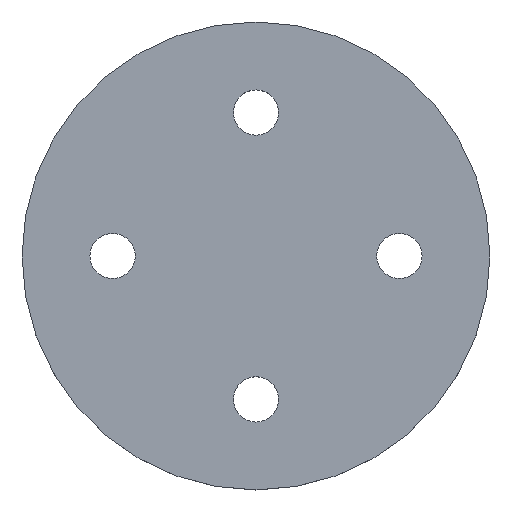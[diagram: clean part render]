
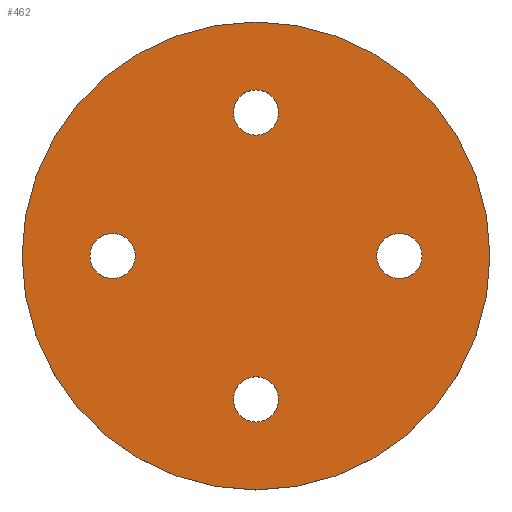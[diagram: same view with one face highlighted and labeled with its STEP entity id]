
A CAD part, top view. The second image highlights one B-rep face of the part: STEP entity #462.
In plain terms, the highlighted planar face has unit normal (0, 0, 1).
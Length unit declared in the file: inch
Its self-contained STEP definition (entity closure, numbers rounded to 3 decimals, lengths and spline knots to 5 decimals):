
#1 = EDGE_CURVE ( 'NONE', #274, #244, #253, .T. ) ;
#4 = EDGE_CURVE ( 'NONE', #247, #185, #172, .T. ) ;
#5 = AXIS2_PLACEMENT_3D ( 'NONE', #398, #409, #397 ) ;
#28 = EDGE_CURVE ( 'NONE', #273, #280, #263, .T. ) ;
#30 = AXIS2_PLACEMENT_3D ( 'NONE', #425, #450, #432 ) ;
#41 = EDGE_CURVE ( 'NONE', #293, #278, #226, .T. ) ;
#43 = EDGE_CURVE ( 'NONE', #228, #231, #222, .T. ) ;
#46 = EDGE_CURVE ( 'NONE', #244, #274, #179, .T. ) ;
#54 = AXIS2_PLACEMENT_3D ( 'NONE', #392, #384, #391 ) ;
#59 = AXIS2_PLACEMENT_3D ( 'NONE', #349, #345, #347 ) ;
#61 = AXIS2_PLACEMENT_3D ( 'NONE', #369, #373, #371 ) ;
#62 = EDGE_CURVE ( 'NONE', #278, #293, #271, .T. ) ;
#63 = EDGE_CURVE ( 'NONE', #280, #273, #257, .T. ) ;
#66 = EDGE_CURVE ( 'NONE', #185, #247, #189, .T. ) ;
#68 = AXIS2_PLACEMENT_3D ( 'NONE', #413, #412, #411 ) ;
#69 = EDGE_CURVE ( 'NONE', #231, #228, #193, .T. ) ;
#72 = AXIS2_PLACEMENT_3D ( 'NONE', #453, #445, #417 ) ;
#74 = AXIS2_PLACEMENT_3D ( 'NONE', #304, #459, #458 ) ;
#77 = AXIS2_PLACEMENT_3D ( 'NONE', #426, #424, #423 ) ;
#80 = AXIS2_PLACEMENT_3D ( 'NONE', #383, #382, #381 ) ;
#81 = AXIS2_PLACEMENT_3D ( 'NONE', #390, #379, #389 ) ;
#95 = FACE_BOUND ( 'NONE', #290, .T. ) ;
#97 = EDGE_LOOP ( 'NONE', ( #119, #155 ) ) ;
#119 = ORIENTED_EDGE ( 'NONE', *, *, #1, .F. ) ;
#124 = ORIENTED_EDGE ( 'NONE', *, *, #4, .F. ) ;
#147 = ORIENTED_EDGE ( 'NONE', *, *, #43, .F. ) ;
#150 = ORIENTED_EDGE ( 'NONE', *, *, #28, .T. ) ;
#151 = ORIENTED_EDGE ( 'NONE', *, *, #41, .F. ) ;
#152 = ORIENTED_EDGE ( 'NONE', *, *, #62, .F. ) ;
#155 = ORIENTED_EDGE ( 'NONE', *, *, #46, .F. ) ;
#172 = CIRCLE ( 'NONE', #72, 0.03 ) ;
#179 = CIRCLE ( 'NONE', #5, 0.03 ) ;
#181 = ORIENTED_EDGE ( 'NONE', *, *, #69, .F. ) ;
#185 = VERTEX_POINT ( 'NONE', #375 ) ;
#189 = CIRCLE ( 'NONE', #80, 0.03 ) ;
#193 = CIRCLE ( 'NONE', #61, 0.03 ) ;
#213 = FACE_BOUND ( 'NONE', #97, .T. ) ;
#218 = FACE_OUTER_BOUND ( 'NONE', #234, .T. ) ;
#222 = CIRCLE ( 'NONE', #68, 0.03 ) ;
#226 = CIRCLE ( 'NONE', #77, 0.03 ) ;
#228 = VERTEX_POINT ( 'NONE', #380 ) ;
#231 = VERTEX_POINT ( 'NONE', #372 ) ;
#232 = FACE_BOUND ( 'NONE', #265, .T. ) ;
#234 = EDGE_LOOP ( 'NONE', ( #272, #150 ) ) ;
#243 = FACE_BOUND ( 'NONE', #276, .T. ) ;
#244 = VERTEX_POINT ( 'NONE', #363 ) ;
#247 = VERTEX_POINT ( 'NONE', #352 ) ;
#250 = ORIENTED_EDGE ( 'NONE', *, *, #66, .F. ) ;
#253 = CIRCLE ( 'NONE', #30, 0.03 ) ;
#257 = CIRCLE ( 'NONE', #81, 0.31 ) ;
#263 = CIRCLE ( 'NONE', #74, 0.31 ) ;
#265 = EDGE_LOOP ( 'NONE', ( #181, #147 ) ) ;
#271 = CIRCLE ( 'NONE', #54, 0.03 ) ;
#272 = ORIENTED_EDGE ( 'NONE', *, *, #63, .T. ) ;
#273 = VERTEX_POINT ( 'NONE', #368 ) ;
#274 = VERTEX_POINT ( 'NONE', #346 ) ;
#276 = EDGE_LOOP ( 'NONE', ( #250, #124 ) ) ;
#278 = VERTEX_POINT ( 'NONE', #360 ) ;
#280 = VERTEX_POINT ( 'NONE', #353 ) ;
#290 = EDGE_LOOP ( 'NONE', ( #152, #151 ) ) ;
#293 = VERTEX_POINT ( 'NONE', #351 ) ;
#304 = CARTESIAN_POINT ( 'NONE',  ( 0., 0., 0.04 ) ) ;
#345 = DIRECTION ( 'NONE',  ( 0., 0., 1. ) ) ;
#346 = CARTESIAN_POINT ( 'NONE',  ( -0.16, 0., 0.04 ) ) ;
#347 = DIRECTION ( 'NONE',  ( 1., 0., 0. ) ) ;
#348 = PLANE ( 'NONE',  #59 ) ;
#349 = CARTESIAN_POINT ( 'NONE',  ( 0., 0., 0.04 ) ) ;
#351 = CARTESIAN_POINT ( 'NONE',  ( -0.03, 0.19, 0.04 ) ) ;
#352 = CARTESIAN_POINT ( 'NONE',  ( 0.16, 0., 0.04 ) ) ;
#353 = CARTESIAN_POINT ( 'NONE',  ( -0.31, 0., 0.04 ) ) ;
#360 = CARTESIAN_POINT ( 'NONE',  ( 0.03, 0.19, 0.04 ) ) ;
#363 = CARTESIAN_POINT ( 'NONE',  ( -0.22, 0., 0.04 ) ) ;
#368 = CARTESIAN_POINT ( 'NONE',  ( 0.31, 0., 0.04 ) ) ;
#369 = CARTESIAN_POINT ( 'NONE',  ( 0., -0.19, 0.04 ) ) ;
#371 = DIRECTION ( 'NONE',  ( 1., 0., 0. ) ) ;
#372 = CARTESIAN_POINT ( 'NONE',  ( 0.03, -0.19, 0.04 ) ) ;
#373 = DIRECTION ( 'NONE',  ( 0., 0., 1. ) ) ;
#375 = CARTESIAN_POINT ( 'NONE',  ( 0.22, 0., 0.04 ) ) ;
#379 = DIRECTION ( 'NONE',  ( 0., 0., 1. ) ) ;
#380 = CARTESIAN_POINT ( 'NONE',  ( -0.03, -0.19, 0.04 ) ) ;
#381 = DIRECTION ( 'NONE',  ( 1., 0., 0. ) ) ;
#382 = DIRECTION ( 'NONE',  ( 0., 0., 1. ) ) ;
#383 = CARTESIAN_POINT ( 'NONE',  ( 0.19, 0., 0.04 ) ) ;
#384 = DIRECTION ( 'NONE',  ( 0., 0., 1. ) ) ;
#389 = DIRECTION ( 'NONE',  ( 1., 0., 0. ) ) ;
#390 = CARTESIAN_POINT ( 'NONE',  ( 0., 0., 0.04 ) ) ;
#391 = DIRECTION ( 'NONE',  ( 1., 0., 0. ) ) ;
#392 = CARTESIAN_POINT ( 'NONE',  ( 0., 0.19, 0.04 ) ) ;
#397 = DIRECTION ( 'NONE',  ( 1., 0., 0. ) ) ;
#398 = CARTESIAN_POINT ( 'NONE',  ( -0.19, 0., 0.04 ) ) ;
#409 = DIRECTION ( 'NONE',  ( 0., 0., 1. ) ) ;
#411 = DIRECTION ( 'NONE',  ( 1., 0., 0. ) ) ;
#412 = DIRECTION ( 'NONE',  ( 0., 0., 1. ) ) ;
#413 = CARTESIAN_POINT ( 'NONE',  ( 0., -0.19, 0.04 ) ) ;
#417 = DIRECTION ( 'NONE',  ( 1., 0., 0. ) ) ;
#423 = DIRECTION ( 'NONE',  ( 1., 0., 0. ) ) ;
#424 = DIRECTION ( 'NONE',  ( 0., 0., 1. ) ) ;
#425 = CARTESIAN_POINT ( 'NONE',  ( -0.19, 0., 0.04 ) ) ;
#426 = CARTESIAN_POINT ( 'NONE',  ( 0., 0.19, 0.04 ) ) ;
#432 = DIRECTION ( 'NONE',  ( 1., 0., 0. ) ) ;
#445 = DIRECTION ( 'NONE',  ( 0., 0., 1. ) ) ;
#450 = DIRECTION ( 'NONE',  ( 0., 0., 1. ) ) ;
#453 = CARTESIAN_POINT ( 'NONE',  ( 0.19, 0., 0.04 ) ) ;
#458 = DIRECTION ( 'NONE',  ( 1., 0., 0. ) ) ;
#459 = DIRECTION ( 'NONE',  ( 0., 0., 1. ) ) ;
#462 = ADVANCED_FACE ( 'NONE', ( #95, #213, #232, #243, #218 ), #348, .T. ) ;
